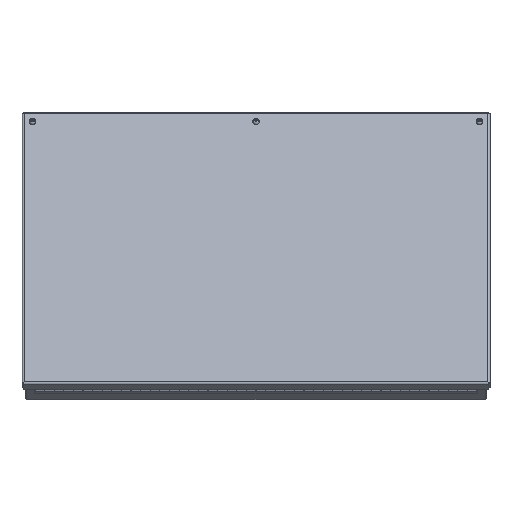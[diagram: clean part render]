
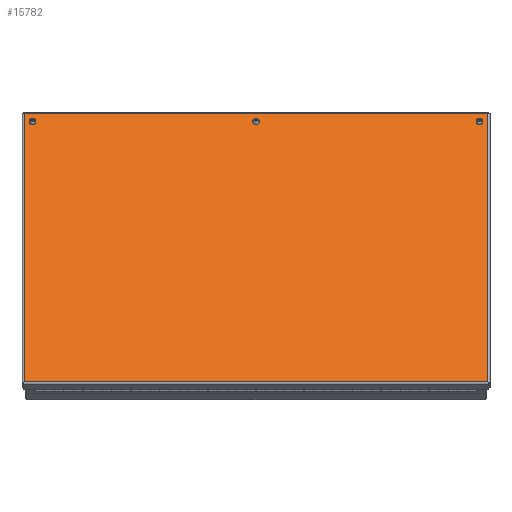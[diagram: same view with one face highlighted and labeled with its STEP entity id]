
A CAD part, front view. The second image highlights one B-rep face of the part: STEP entity #15782.
In plain terms, the highlighted planar face has unit normal (0, -0.866, 0.5).
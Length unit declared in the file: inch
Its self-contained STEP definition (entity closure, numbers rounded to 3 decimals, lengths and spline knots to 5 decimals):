
#60 = CIRCLE ( 'NONE', #2987, 0.125 ) ;
#102 = EDGE_CURVE ( 'NONE', #10764, #23522, #14225, .T. ) ;
#205 = AXIS2_PLACEMENT_3D ( 'NONE', #2859, #4834, #12824 ) ;
#418 = VERTEX_POINT ( 'NONE', #5519 ) ;
#756 = CARTESIAN_POINT ( 'NONE',  ( -11.625, -3.53927, 14.45838 ) ) ;
#1120 = EDGE_CURVE ( 'NONE', #20317, #6891, #60, .T. ) ;
#1220 = EDGE_CURVE ( 'NONE', #23522, #14460, #16493, .T. ) ;
#1348 = DIRECTION ( 'NONE',  ( 0., 0.5, 0.866 ) ) ;
#1393 = CARTESIAN_POINT ( 'NONE',  ( 11.625, -3.53927, 14.45838 ) ) ;
#1789 = LINE ( 'NONE', #11612, #11395 ) ;
#2632 = CARTESIAN_POINT ( 'NONE',  ( -12.0635, -11.35977, 0.91288 ) ) ;
#2859 = CARTESIAN_POINT ( 'NONE',  ( 12.1715, -11.41377, 0.81935 ) ) ;
#2987 = AXIS2_PLACEMENT_3D ( 'NONE', #24618, #14637, #18708 ) ;
#3093 = EDGE_CURVE ( 'NONE', #20510, #8847, #13425, .T. ) ;
#3135 = CARTESIAN_POINT ( 'NONE',  ( 12.0635, -11.35977, 0.91288 ) ) ;
#3246 = EDGE_CURVE ( 'NONE', #6891, #20317, #9656, .T. ) ;
#3381 = AXIS2_PLACEMENT_3D ( 'NONE', #21950, #12247, #10290 ) ;
#3790 = AXIS2_PLACEMENT_3D ( 'NONE', #9098, #5533, #1348 ) ;
#4038 = EDGE_CURVE ( 'NONE', #8847, #20510, #19719, .T. ) ;
#4144 = CARTESIAN_POINT ( 'NONE',  ( -12.0635, -11.41377, 0.81935 ) ) ;
#4834 = DIRECTION ( 'NONE',  ( 0., 0.866, -0.5 ) ) ;
#4981 = ORIENTED_EDGE ( 'NONE', *, *, #4038, .T. ) ;
#5024 = CARTESIAN_POINT ( 'NONE',  ( 11.625, -3.47677, 14.56663 ) ) ;
#5260 = EDGE_LOOP ( 'NONE', ( #22377, #6038, #15889, #18727 ) ) ;
#5438 = DIRECTION ( 'NONE',  ( 0., 0.866, -0.5 ) ) ;
#5515 = EDGE_LOOP ( 'NONE', ( #4981, #7473 ) ) ;
#5519 = CARTESIAN_POINT ( 'NONE',  ( -11.625, -3.47677, 14.56663 ) ) ;
#5533 = DIRECTION ( 'NONE',  ( 0., 0.866, -0.5 ) ) ;
#5693 = DIRECTION ( 'NONE',  ( 0., 0.866, -0.5 ) ) ;
#5792 = VECTOR ( 'NONE', #14522, 39.37008 ) ;
#6038 = ORIENTED_EDGE ( 'NONE', *, *, #9841, .F. ) ;
#6369 = EDGE_CURVE ( 'NONE', #15323, #418, #12955, .T. ) ;
#6740 = ORIENTED_EDGE ( 'NONE', *, *, #1120, .T. ) ;
#6795 = FACE_BOUND ( 'NONE', #5515, .T. ) ;
#6891 = VERTEX_POINT ( 'NONE', #25720 ) ;
#7092 = CARTESIAN_POINT ( 'NONE',  ( 0., -3.47677, 14.56663 ) ) ;
#7473 = ORIENTED_EDGE ( 'NONE', *, *, #3093, .T. ) ;
#8179 = CIRCLE ( 'NONE', #11513, 0.125 ) ;
#8847 = VERTEX_POINT ( 'NONE', #5024 ) ;
#9098 = CARTESIAN_POINT ( 'NONE',  ( 0., -3.53927, 14.45838 ) ) ;
#9656 = CIRCLE ( 'NONE', #3790, 0.125 ) ;
#9841 = EDGE_CURVE ( 'NONE', #17656, #10764, #1789, .T. ) ;
#10290 = DIRECTION ( 'NONE',  ( 0., 0.5, 0.866 ) ) ;
#10764 = VERTEX_POINT ( 'NONE', #2632 ) ;
#11395 = VECTOR ( 'NONE', #12002, 39.37008 ) ;
#11513 = AXIS2_PLACEMENT_3D ( 'NONE', #756, #16600, #12424 ) ;
#11612 = CARTESIAN_POINT ( 'NONE',  ( 12.1715, -11.35977, 0.91288 ) ) ;
#11705 = AXIS2_PLACEMENT_3D ( 'NONE', #15638, #5693, #21417 ) ;
#11740 = DIRECTION ( 'NONE',  ( 0., 0.5, 0.866 ) ) ;
#12002 = DIRECTION ( 'NONE',  ( -1., 0., 0. ) ) ;
#12247 = DIRECTION ( 'NONE',  ( 0., 0.866, -0.5 ) ) ;
#12343 = ORIENTED_EDGE ( 'NONE', *, *, #6369, .T. ) ;
#12424 = DIRECTION ( 'NONE',  ( 0., 0.5, 0.866 ) ) ;
#12549 = CARTESIAN_POINT ( 'NONE',  ( 12.0635, -11.41377, 0.81935 ) ) ;
#12605 = VECTOR ( 'NONE', #17261, 39.37008 ) ;
#12824 = DIRECTION ( 'NONE',  ( 0., -0.5, -0.866 ) ) ;
#12955 = CIRCLE ( 'NONE', #11705, 0.125 ) ;
#13425 = CIRCLE ( 'NONE', #3381, 0.125 ) ;
#14225 = LINE ( 'NONE', #4144, #21790 ) ;
#14460 = VERTEX_POINT ( 'NONE', #23212 ) ;
#14522 = DIRECTION ( 'NONE',  ( 0., -0.5, -0.866 ) ) ;
#14523 = CARTESIAN_POINT ( 'NONE',  ( 12.1715, -3.29627, 14.87927 ) ) ;
#14637 = DIRECTION ( 'NONE',  ( 0., 0.866, -0.5 ) ) ;
#14787 = FACE_BOUND ( 'NONE', #24841, .T. ) ;
#15125 = DIRECTION ( 'NONE',  ( 0., 0.5, 0.866 ) ) ;
#15323 = VERTEX_POINT ( 'NONE', #19057 ) ;
#15638 = CARTESIAN_POINT ( 'NONE',  ( -11.625, -3.53927, 14.45838 ) ) ;
#15782 = ADVANCED_FACE ( 'NONE', ( #24749, #6795, #18335, #14787 ), #22786, .F. ) ;
#15889 = ORIENTED_EDGE ( 'NONE', *, *, #20916, .F. ) ;
#16097 = LINE ( 'NONE', #12549, #5792 ) ;
#16493 = LINE ( 'NONE', #14523, #12605 ) ;
#16600 = DIRECTION ( 'NONE',  ( 0., 0.866, -0.5 ) ) ;
#17261 = DIRECTION ( 'NONE',  ( 1., 0., 0. ) ) ;
#17656 = VERTEX_POINT ( 'NONE', #3135 ) ;
#17839 = EDGE_CURVE ( 'NONE', #418, #15323, #8179, .T. ) ;
#18335 = FACE_OUTER_BOUND ( 'NONE', #5260, .T. ) ;
#18337 = ORIENTED_EDGE ( 'NONE', *, *, #3246, .T. ) ;
#18708 = DIRECTION ( 'NONE',  ( 0., 0.5, 0.866 ) ) ;
#18727 = ORIENTED_EDGE ( 'NONE', *, *, #1220, .F. ) ;
#19057 = CARTESIAN_POINT ( 'NONE',  ( -11.625, -3.60177, 14.35013 ) ) ;
#19548 = CARTESIAN_POINT ( 'NONE',  ( -12.0635, -3.29627, 14.87927 ) ) ;
#19719 = CIRCLE ( 'NONE', #23070, 0.125 ) ;
#20274 = ORIENTED_EDGE ( 'NONE', *, *, #17839, .T. ) ;
#20317 = VERTEX_POINT ( 'NONE', #7092 ) ;
#20510 = VERTEX_POINT ( 'NONE', #23855 ) ;
#20916 = EDGE_CURVE ( 'NONE', #14460, #17656, #16097, .T. ) ;
#21373 = EDGE_LOOP ( 'NONE', ( #20274, #12343 ) ) ;
#21417 = DIRECTION ( 'NONE',  ( 0., 0.5, 0.866 ) ) ;
#21790 = VECTOR ( 'NONE', #11740, 39.37008 ) ;
#21950 = CARTESIAN_POINT ( 'NONE',  ( 11.625, -3.53927, 14.45838 ) ) ;
#22377 = ORIENTED_EDGE ( 'NONE', *, *, #102, .F. ) ;
#22786 = PLANE ( 'NONE',  #205 ) ;
#23070 = AXIS2_PLACEMENT_3D ( 'NONE', #1393, #5438, #15125 ) ;
#23212 = CARTESIAN_POINT ( 'NONE',  ( 12.0635, -3.29627, 14.87927 ) ) ;
#23522 = VERTEX_POINT ( 'NONE', #19548 ) ;
#23855 = CARTESIAN_POINT ( 'NONE',  ( 11.625, -3.60177, 14.35013 ) ) ;
#24618 = CARTESIAN_POINT ( 'NONE',  ( 0., -3.53927, 14.45838 ) ) ;
#24749 = FACE_BOUND ( 'NONE', #21373, .T. ) ;
#24841 = EDGE_LOOP ( 'NONE', ( #6740, #18337 ) ) ;
#25720 = CARTESIAN_POINT ( 'NONE',  ( 0., -3.60177, 14.35013 ) ) ;
